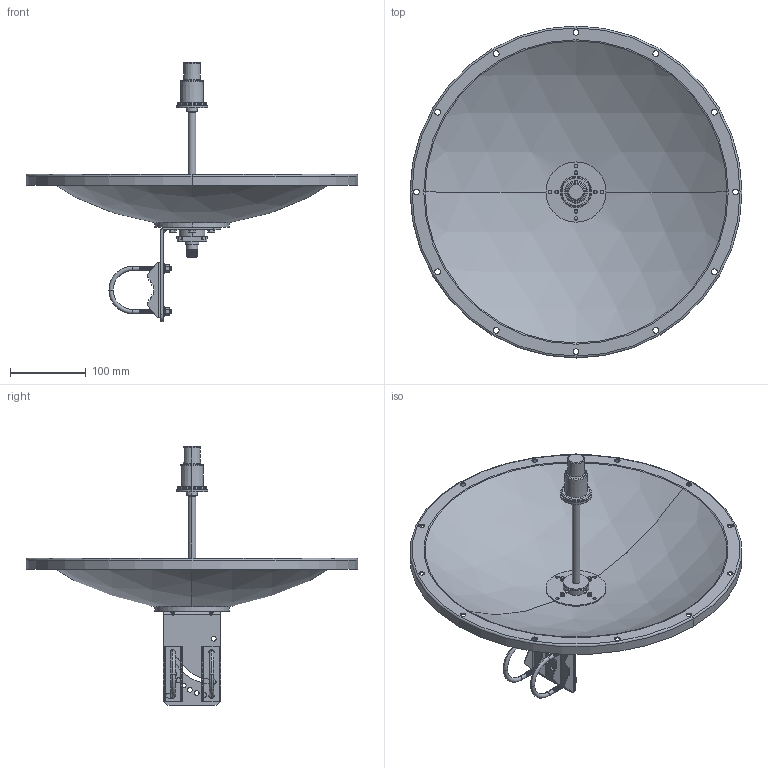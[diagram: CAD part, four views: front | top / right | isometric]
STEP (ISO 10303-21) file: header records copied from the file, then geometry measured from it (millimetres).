
FILE_DESCRIPTION (( 'STEP AP214' ), '1' );
FILE_NAME ('HG5158-23D.STEP', '2013-07-11T19:52:08', ( 'L-Com' ), ( 'L-Com Global Connectivity' ), 'SwSTEP 2.0', 'SolidWorks 2012', '' );
FILE_SCHEMA (( 'AUTOMOTIVE_DESIGN' ));
Length unit declared in the file: inch
Products named in the file (7): HG5158-23D_Ubolt Bracket; HG5158-23D_FH-NUT; HG5158-23D_Feed Horn; M5-0.8x15mm; HG5158-23D_Bracket; HG5158-23D_Dish; HG5158-23D
Assembly tree (10 placements, depth 2):
  HG5158-23D
    HG5158-23D_Dish
    HG5158-23D_Bracket
    M5-0.8x15mm  x4
    HG5158-23D_Feed Horn
    HG5158-23D_FH-NUT
    HG5158-23D_Ubolt Bracket  x2
Bounding box: 438.15 x 438.15 x 341.96 mm (x, y, z)
Volume: 454342.9 mm3; surface area: 458494.5 mm2
Topology: 12 solids, 12 shells, 1863 faces, 4119 edges, 2331 vertices
Faces by surface type: cone 1190, plane 332, cylinder 251, torus 64, bspline 20, sphere 6
Entity records: 45873 total; most frequent: CARTESIAN_POINT 6991, DIRECTION 5735, ORIENTED_EDGE 5018, EDGE_CURVE 2509, AXIS2_PLACEMENT_3D 2239, VERTEX_POINT 1469, VECTOR 1257, LINE 1257
